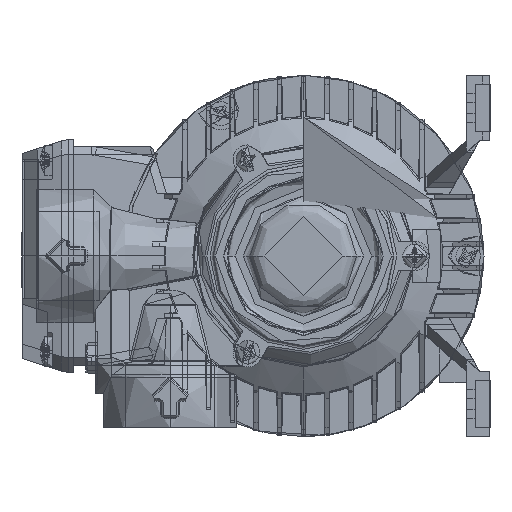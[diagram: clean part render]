
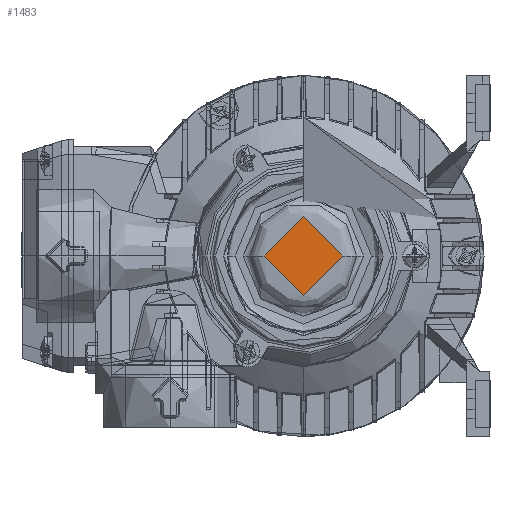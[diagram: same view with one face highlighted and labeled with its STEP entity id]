
A CAD part, left-side view. The second image highlights one B-rep face of the part: STEP entity #1483.
In plain terms, the highlighted planar face has unit normal (-1, 0, 0).
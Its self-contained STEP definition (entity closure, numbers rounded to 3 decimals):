
#158 = CARTESIAN_POINT ( 'NONE',  ( -16., -13.246, 0. ) ) ;
#1483 = ADVANCED_FACE ( 'NONE', ( #34138 ), #61361, .T. ) ;
#5557 = CARTESIAN_POINT ( 'NONE',  ( -16., -13.246, 0. ) ) ;
#6425 = B_SPLINE_CURVE_WITH_KNOTS ( 'NONE', 3,
 ( #12697, #31928, #86384, #60479, #38174, #45750, #11371, #80577, #59153, #65404, #52880, #39060, #38616, #73876, #19431, #66283, #79685, #5557 ),
 .UNSPECIFIED., .F., .F.,
 ( 4, 2, 2, 2, 2, 2, 2, 2, 4 ),
 ( 0., 0.125, 0.25, 0.375, 0.5, 0.625, 0.75, 0.875, 1. ),
 .UNSPECIFIED. ) ;
#9953 = DIRECTION ( 'NONE',  ( -1., 0., 0. ) ) ;
#11371 = CARTESIAN_POINT ( 'NONE',  ( -16., 6.671, 11.574 ) ) ;
#12549 = ORIENTED_EDGE ( 'NONE', *, *, #13292, .F. ) ;
#12697 = CARTESIAN_POINT ( 'NONE',  ( -16., 13.246, 0. ) ) ;
#13292 = EDGE_CURVE ( 'NONE', #28953, #70484, #6425, .T. ) ;
#19116 = CARTESIAN_POINT ( 'NONE',  ( -16., -6.671, -11.574 ) ) ;
#19431 = CARTESIAN_POINT ( 'NONE',  ( -16., -11.574, 6.671 ) ) ;
#19556 = CARTESIAN_POINT ( 'NONE',  ( -16., -3.467, -12.901 ) ) ;
#20575 = AXIS2_PLACEMENT_3D ( 'NONE', #43473, #9953, #76980 ) ;
#20885 = CARTESIAN_POINT ( 'NONE',  ( -16., -11.574, -6.671 ) ) ;
#27131 = CARTESIAN_POINT ( 'NONE',  ( -16., -8.14, -10.592 ) ) ;
#28953 = VERTEX_POINT ( 'NONE', #57579 ) ;
#31928 = CARTESIAN_POINT ( 'NONE',  ( -16., 13.246, 1.734 ) ) ;
#32922 = CARTESIAN_POINT ( 'NONE',  ( -16., 10.592, -8.14 ) ) ;
#33381 = CARTESIAN_POINT ( 'NONE',  ( -16., 6.671, -11.574 ) ) ;
#34138 = FACE_OUTER_BOUND ( 'NONE', #70457, .T. ) ;
#38174 = CARTESIAN_POINT ( 'NONE',  ( -16., 10.592, 8.14 ) ) ;
#38616 = CARTESIAN_POINT ( 'NONE',  ( -16., -8.14, 10.592 ) ) ;
#39060 = CARTESIAN_POINT ( 'NONE',  ( -16., -6.671, 11.574 ) ) ;
#43473 = CARTESIAN_POINT ( 'NONE',  ( -16., 26.491, 26.491 ) ) ;
#45750 = CARTESIAN_POINT ( 'NONE',  ( -16., 8.14, 10.592 ) ) ;
#46325 = CARTESIAN_POINT ( 'NONE',  ( -16., 8.14, -10.592 ) ) ;
#47651 = CARTESIAN_POINT ( 'NONE',  ( -16., 1.734, -13.246 ) ) ;
#52880 = CARTESIAN_POINT ( 'NONE',  ( -16., -3.467, 12.901 ) ) ;
#53743 = ORIENTED_EDGE ( 'NONE', *, *, #60730, .F. ) ;
#54347 = CARTESIAN_POINT ( 'NONE',  ( -16., -1.734, -13.246 ) ) ;
#57579 = CARTESIAN_POINT ( 'NONE',  ( -16., 13.246, 0. ) ) ;
#59153 = CARTESIAN_POINT ( 'NONE',  ( -16., 1.734, 13.246 ) ) ;
#60157 = CARTESIAN_POINT ( 'NONE',  ( -16., 13.246, -1.734 ) ) ;
#60479 = CARTESIAN_POINT ( 'NONE',  ( -16., 11.574, 6.671 ) ) ;
#60730 = EDGE_CURVE ( 'NONE', #70484, #28953, #64122, .T. ) ;
#61361 = PLANE ( 'NONE',  #20575 ) ;
#64122 = B_SPLINE_CURVE_WITH_KNOTS ( 'NONE', 3,
 ( #80257, #88284, #82026, #20885, #87841, #27131, #19116, #19556, #54347, #47651, #74901, #33381, #46325, #32922, #67290, #81579, #60157, #74005 ),
 .UNSPECIFIED., .F., .F.,
 ( 4, 2, 2, 2, 2, 2, 2, 2, 4 ),
 ( 0., 0.125, 0.25, 0.375, 0.5, 0.625, 0.75, 0.875, 1. ),
 .UNSPECIFIED. ) ;
#65404 = CARTESIAN_POINT ( 'NONE',  ( -16., -1.734, 13.246 ) ) ;
#66283 = CARTESIAN_POINT ( 'NONE',  ( -16., -12.901, 3.467 ) ) ;
#67290 = CARTESIAN_POINT ( 'NONE',  ( -16., 11.574, -6.671 ) ) ;
#70457 = EDGE_LOOP ( 'NONE', ( #53743, #12549 ) ) ;
#70484 = VERTEX_POINT ( 'NONE', #158 ) ;
#73876 = CARTESIAN_POINT ( 'NONE',  ( -16., -10.592, 8.14 ) ) ;
#74005 = CARTESIAN_POINT ( 'NONE',  ( -16., 13.246, 0. ) ) ;
#74901 = CARTESIAN_POINT ( 'NONE',  ( -16., 3.467, -12.901 ) ) ;
#76980 = DIRECTION ( 'NONE',  ( 0., 0., 1. ) ) ;
#79685 = CARTESIAN_POINT ( 'NONE',  ( -16., -13.246, 1.734 ) ) ;
#80257 = CARTESIAN_POINT ( 'NONE',  ( -16., -13.246, 0. ) ) ;
#80577 = CARTESIAN_POINT ( 'NONE',  ( -16., 3.467, 12.901 ) ) ;
#81579 = CARTESIAN_POINT ( 'NONE',  ( -16., 12.901, -3.467 ) ) ;
#82026 = CARTESIAN_POINT ( 'NONE',  ( -16., -12.901, -3.467 ) ) ;
#86384 = CARTESIAN_POINT ( 'NONE',  ( -16., 12.901, 3.467 ) ) ;
#87841 = CARTESIAN_POINT ( 'NONE',  ( -16., -10.592, -8.14 ) ) ;
#88284 = CARTESIAN_POINT ( 'NONE',  ( -16., -13.246, -1.734 ) ) ;
